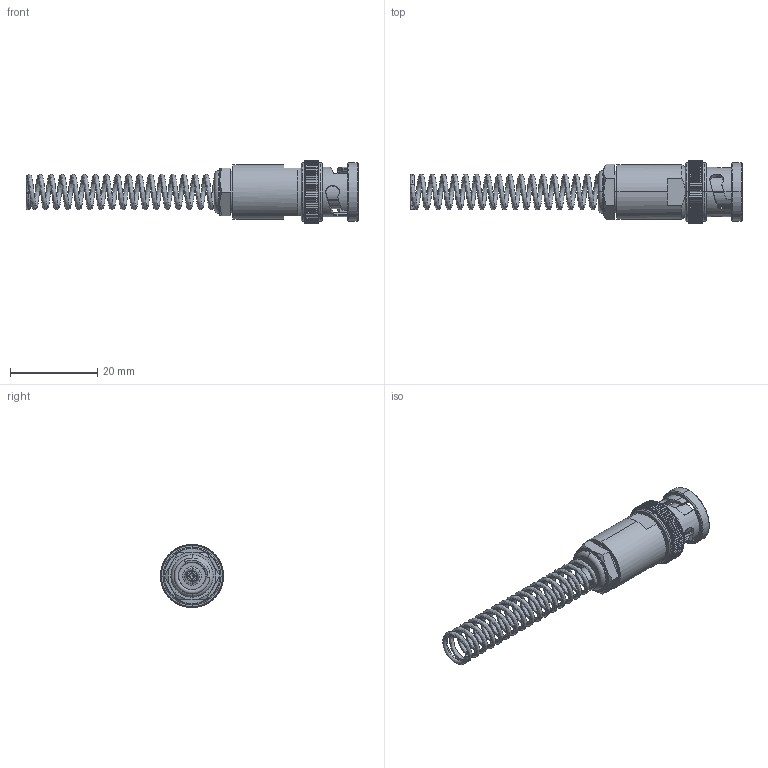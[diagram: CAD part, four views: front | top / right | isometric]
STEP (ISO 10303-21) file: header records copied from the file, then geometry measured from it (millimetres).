
FILE_DESCRIPTION (( 'STEP AP214' ), '1' );
FILE_NAME ('LCCN10-06033-210_3D.step', '2023-08-18T19:30:22', ( '' ), ( '' ), 'SwSTEP 2.0', 'SolidWorks 2022', '' );
FILE_SCHEMA (( 'AUTOMOTIVE_DESIGN' ));
Length unit declared in the file: inch
Products named in the file (9): Copy of 10-06033-XXX-MA2(S)^LCCN10-06033-210; Copy of 10-06033-XXX-MA6^LCCN10-06033-210; Copy of 10-06033-XXX-MA4^LCCN10-06033-210; Copy of 10-06033-XXX-MA1^LCCN10-06033-210; Copy of 10-06033-XXX-MA7^LCCN10-06033-210; Copy of 10-06033-XXX-MA5^LCCN10-06033-210; Copy of 10-06033-XXX-MA8^LCCN10-06033-210; Copy of 10-06033-XXX-MA3^LCCN10-06033-210; LCCN10-06033-210_3D
Assembly tree (8 placements, depth 2):
  LCCN10-06033-210_3D
    Copy of 10-06033-XXX-MA1^LCCN10-06033-210
    Copy of 10-06033-XXX-MA2(S)^LCCN10-06033-210
    Copy of 10-06033-XXX-MA3^LCCN10-06033-210
    Copy of 10-06033-XXX-MA4^LCCN10-06033-210
    Copy of 10-06033-XXX-MA5^LCCN10-06033-210
    Copy of 10-06033-XXX-MA6^LCCN10-06033-210
    Copy of 10-06033-XXX-MA7^LCCN10-06033-210
    Copy of 10-06033-XXX-MA8^LCCN10-06033-210
Bounding box: 76.2 x 14.49 x 14.49 mm (x, y, z)
Volume: 3581.8 mm3; surface area: 6291.9 mm2
Topology: 9 solids, 9 shells, 794 faces, 2206 edges, 1444 vertices
Faces by surface type: cylinder 419, torus 192, plane 110, cone 56, bspline 17
Entity records: 35205 total; most frequent: CARTESIAN_POINT 14256, ORIENTED_EDGE 4408, DIRECTION 4264, EDGE_CURVE 2204, AXIS2_PLACEMENT_3D 1832, VERTEX_POINT 1444, CIRCLE 1044, EDGE_LOOP 836
